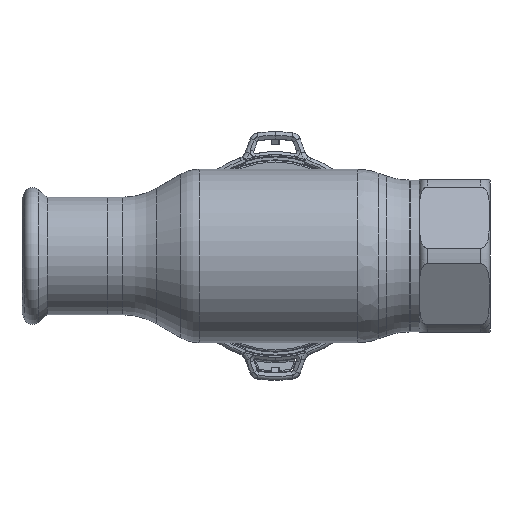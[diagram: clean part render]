
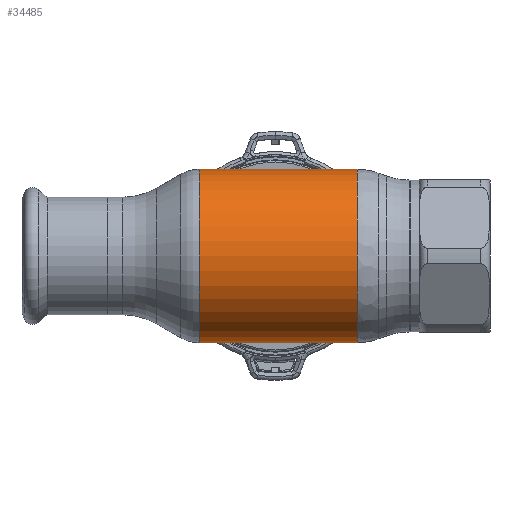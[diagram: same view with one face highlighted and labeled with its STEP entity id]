
A CAD part, front view. The second image highlights one B-rep face of the part: STEP entity #34485.
In plain terms, the highlighted cylindrical face has radius 28.25 mm (diameter 56.5 mm), a partial arc.
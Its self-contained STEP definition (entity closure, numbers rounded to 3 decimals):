
#509 = CIRCLE ( 'NONE', #34449, 28.25 ) ;
#741 = AXIS2_PLACEMENT_3D ( 'NONE', #11371, #23529, #35840 ) ;
#1460 = ORIENTED_EDGE ( 'NONE', *, *, #15355, .T. ) ;
#1468 = CARTESIAN_POINT ( 'NONE',  ( -62.69, 0., 28.25 ) ) ;
#2806 = VERTEX_POINT ( 'NONE', #28557 ) ;
#4411 = CARTESIAN_POINT ( 'NONE',  ( 26.673, 0., -28.25 ) ) ;
#5510 = ORIENTED_EDGE ( 'NONE', *, *, #32978, .T. ) ;
#5557 = FACE_OUTER_BOUND ( 'NONE', #11947, .T. ) ;
#5760 = VECTOR ( 'NONE', #13902, 1000. ) ;
#7508 = LINE ( 'NONE', #1468, #5760 ) ;
#7918 = CARTESIAN_POINT ( 'NONE',  ( 26.673, 0., 0. ) ) ;
#8697 = ORIENTED_EDGE ( 'NONE', *, *, #29105, .F. ) ;
#9235 = ORIENTED_EDGE ( 'NONE', *, *, #15095, .F. ) ;
#11371 = CARTESIAN_POINT ( 'NONE',  ( -62.69, 0., 0. ) ) ;
#11947 = EDGE_LOOP ( 'NONE', ( #9235, #1460, #5510, #8697 ) ) ;
#12918 = CARTESIAN_POINT ( 'NONE',  ( -62.69, 0., -28.25 ) ) ;
#13697 = DIRECTION ( 'NONE',  ( 0., 0., 1. ) ) ;
#13902 = DIRECTION ( 'NONE',  ( -1., 0., 0. ) ) ;
#15095 = EDGE_CURVE ( 'NONE', #18351, #33669, #16505, .T. ) ;
#15355 = EDGE_CURVE ( 'NONE', #18351, #2806, #509, .T. ) ;
#16505 = LINE ( 'NONE', #12918, #20923 ) ;
#18351 = VERTEX_POINT ( 'NONE', #4411 ) ;
#19878 = CARTESIAN_POINT ( 'NONE',  ( -24.785, 0., 0. ) ) ;
#20923 = VECTOR ( 'NONE', #37801, 1000. ) ;
#23529 = DIRECTION ( 'NONE',  ( -1., 0., 0. ) ) ;
#23778 = VERTEX_POINT ( 'NONE', #26103 ) ;
#26103 = CARTESIAN_POINT ( 'NONE',  ( -24.785, 0., 28.25 ) ) ;
#26950 = CYLINDRICAL_SURFACE ( 'NONE', #741, 28.25 ) ;
#28557 = CARTESIAN_POINT ( 'NONE',  ( 26.673, 0., 28.25 ) ) ;
#29084 = DIRECTION ( 'NONE',  ( 0., 0., 1. ) ) ;
#29105 = EDGE_CURVE ( 'NONE', #33669, #23778, #29847, .T. ) ;
#29715 = DIRECTION ( 'NONE',  ( -1., 0., 0. ) ) ;
#29847 = CIRCLE ( 'NONE', #38840, 28.25 ) ;
#32138 = DIRECTION ( 'NONE',  ( -1., 0., 0. ) ) ;
#32978 = EDGE_CURVE ( 'NONE', #2806, #23778, #7508, .T. ) ;
#33669 = VERTEX_POINT ( 'NONE', #35247 ) ;
#34449 = AXIS2_PLACEMENT_3D ( 'NONE', #7918, #29715, #13697 ) ;
#34485 = ADVANCED_FACE ( 'NONE', ( #5557 ), #26950, .T. ) ;
#35247 = CARTESIAN_POINT ( 'NONE',  ( -24.785, 0., -28.25 ) ) ;
#35840 = DIRECTION ( 'NONE',  ( 0., 0., 1. ) ) ;
#37801 = DIRECTION ( 'NONE',  ( -1., 0., 0. ) ) ;
#38840 = AXIS2_PLACEMENT_3D ( 'NONE', #19878, #32138, #29084 ) ;
